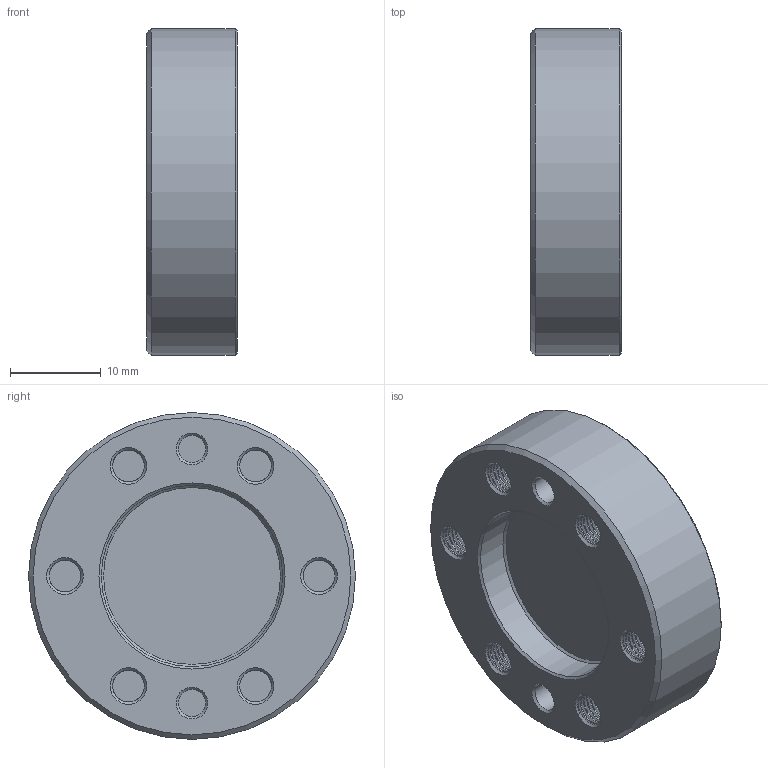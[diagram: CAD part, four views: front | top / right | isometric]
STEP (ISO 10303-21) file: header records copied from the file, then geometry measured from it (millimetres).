
FILE_DESCRIPTION(/* description */ (''),/* implementation_level */ '2;1');
FILE_NAME(/* name */ 'Motor_Shaft_Flange v1.step',/* time_stamp */ '2024-11-15T08:17:30+11:00',/* author */ (''),/* organization */ (''),/* preprocessor_version */ 'ST-DEVELOPER v20',/* originating_system */ 'Autodesk Translation Framework v13.20.0.188',/* authorisation */ '');
FILE_SCHEMA (('AUTOMOTIVE_DESIGN { 1 0 10303 214 3 1 1 }'));
Length unit declared in the file: millimetre
Products named in the file (1): Motor_Shaft_Flange v1
Bounding box: 10 x 36 x 36 mm (x, y, z)
Volume: 6694.5 mm3; surface area: 4307.5 mm2
Topology: 1 solids, 1 shells, 199 faces, 541 edges, 354 vertices
Faces by surface type: cylinder 155, plane 18, cone 14, bspline 12
Full cylindrical faces by diameter (mm): 3 x2, 3.529 x24, 4.086 x18, 20 x1, 30 x1, 36 x1
Entity records: 15484 total; most frequent: CARTESIAN_POINT 11055, ORIENTED_EDGE 1082, DIRECTION 653, EDGE_CURVE 541, VERTEX_POINT 354, B_SPLINE_CURVE_WITH_KNOTS 324, AXIS2_PLACEMENT_3D 248, EDGE_LOOP 209
